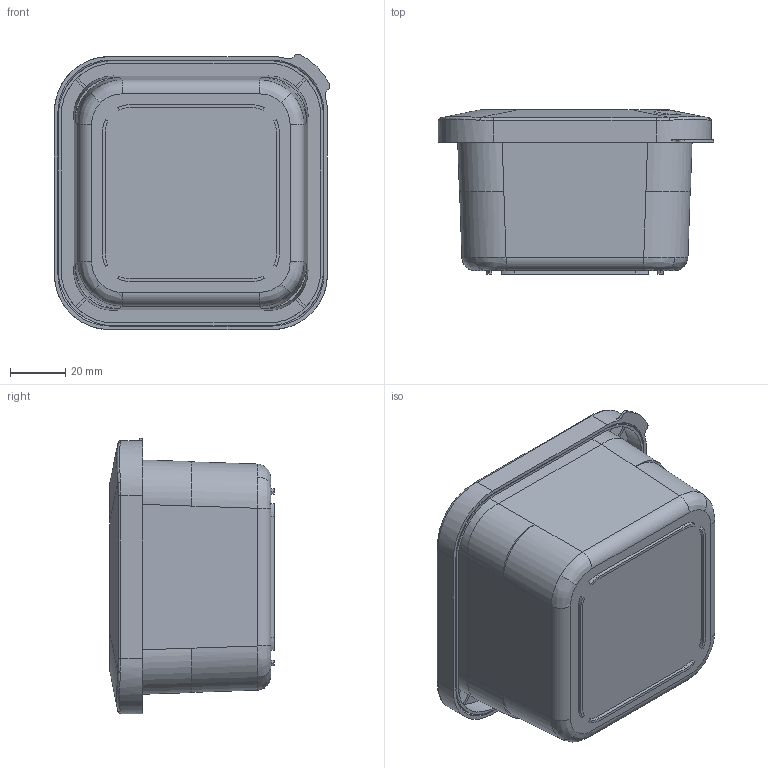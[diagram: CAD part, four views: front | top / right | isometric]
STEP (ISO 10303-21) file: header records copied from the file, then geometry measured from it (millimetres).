
FILE_DESCRIPTION (( 'STEP AP214' ), '1' );
FILE_NAME ('B119 Êîðîáêà ïëàñòèêîâàÿ, ?99x99x59 ìì.STEP', '2020-02-21T06:53:49', ( 'Ïîëüçîâàòåëü Windows' ), ( '' ), 'SwSTEP 2.0', 'SolidWorks 2019', '' );
FILE_SCHEMA (( 'AUTOMOTIVE_DESIGN' ));
Length unit declared in the file: millimetre
Products named in the file (3): B119 Êðûøêà_00; B119 澎觐耱黖00; B119 Êîðîáêà ïëàñòèêîâàÿ, ?99x99x59 ìì
Assembly tree (2 placements, depth 2):
  B119 Êîðîáêà ïëàñòèêîâàÿ, ?99x99x59 ìì
    B119 Êðûøêà_00
    B119 澎觐耱黖00
Bounding box: 99.6 x 59.49 x 99.6 mm (x, y, z)
Volume: 46668.1 mm3; surface area: 83418.1 mm2
Topology: 2 solids, 2 shells, 365 faces, 924 edges, 574 vertices
Faces by surface type: plane 142, cylinder 128, bspline 67, torus 28
Entity records: 15288 total; most frequent: CARTESIAN_POINT 7006, ORIENTED_EDGE 1840, DIRECTION 1577, EDGE_CURVE 920, VERTEX_POINT 574, AXIS2_PLACEMENT_3D 573, LINE 431, VECTOR 431
